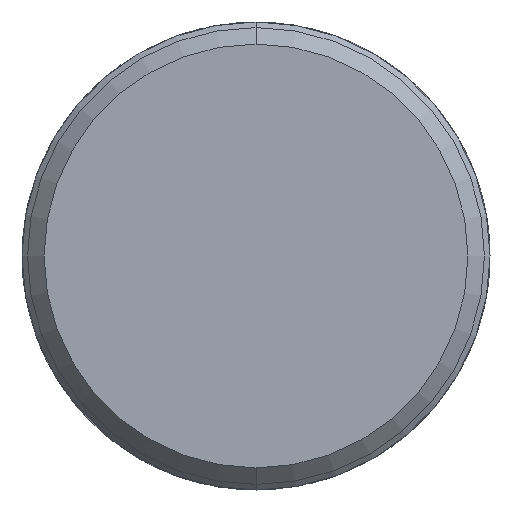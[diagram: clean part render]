
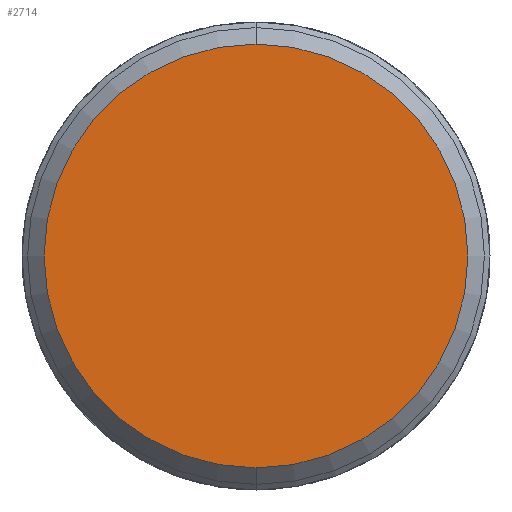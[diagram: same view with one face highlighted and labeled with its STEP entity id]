
A CAD part, front view. The second image highlights one B-rep face of the part: STEP entity #2714.
In plain terms, the highlighted planar face has unit normal (0, -1, 0).
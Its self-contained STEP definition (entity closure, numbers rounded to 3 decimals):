
#228 = VERTEX_POINT ( 'NONE', #6306 ) ;
#280 = DIRECTION ( 'NONE',  ( 0., 0., 1. ) ) ;
#399 = CIRCLE ( 'NONE', #5097, 1.902 ) ;
#2246 = CARTESIAN_POINT ( 'NONE',  ( 0., -30., 0. ) ) ;
#2597 = EDGE_CURVE ( 'NONE', #228, #6254, #399, .T. ) ;
#2714 = ADVANCED_FACE ( 'NONE', ( #5704 ), #8232, .F. ) ;
#3069 = CARTESIAN_POINT ( 'NONE',  ( 0., -30., 0. ) ) ;
#3251 = EDGE_LOOP ( 'NONE', ( #5106, #11214 ) ) ;
#4950 = DIRECTION ( 'NONE',  ( 0., 0., 1. ) ) ;
#5097 = AXIS2_PLACEMENT_3D ( 'NONE', #2246, #5829, #4950 ) ;
#5106 = ORIENTED_EDGE ( 'NONE', *, *, #5129, .F. ) ;
#5129 = EDGE_CURVE ( 'NONE', #6254, #228, #7176, .T. ) ;
#5322 = CARTESIAN_POINT ( 'NONE',  ( 0., -30., 1.902 ) ) ;
#5704 = FACE_OUTER_BOUND ( 'NONE', #3251, .T. ) ;
#5829 = DIRECTION ( 'NONE',  ( 0., 1., 0. ) ) ;
#6254 = VERTEX_POINT ( 'NONE', #5322 ) ;
#6306 = CARTESIAN_POINT ( 'NONE',  ( 0., -30., -1.902 ) ) ;
#6483 = DIRECTION ( 'NONE',  ( 0., 0., 1. ) ) ;
#6990 = AXIS2_PLACEMENT_3D ( 'NONE', #10915, #8102, #280 ) ;
#7170 = AXIS2_PLACEMENT_3D ( 'NONE', #3069, #10879, #6483 ) ;
#7176 = CIRCLE ( 'NONE', #6990, 1.902 ) ;
#8102 = DIRECTION ( 'NONE',  ( 0., 1., 0. ) ) ;
#8232 = PLANE ( 'NONE',  #7170 ) ;
#10879 = DIRECTION ( 'NONE',  ( 0., 1., 0. ) ) ;
#10915 = CARTESIAN_POINT ( 'NONE',  ( 0., -30., 0. ) ) ;
#11214 = ORIENTED_EDGE ( 'NONE', *, *, #2597, .F. ) ;
